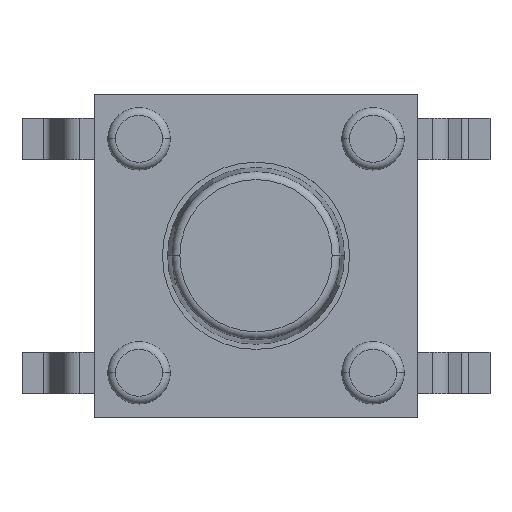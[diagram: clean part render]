
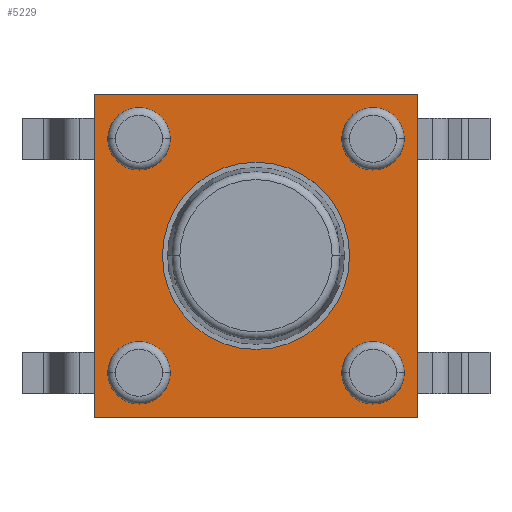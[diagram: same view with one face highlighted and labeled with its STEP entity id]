
A CAD part, top view. The second image highlights one B-rep face of the part: STEP entity #5229.
In plain terms, the highlighted planar face has unit normal (0, 0, 1).
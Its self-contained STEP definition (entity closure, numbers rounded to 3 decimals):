
#131 = ORIENTED_EDGE ( 'NONE', *, *, #7140, .F. ) ;
#281 = VERTEX_POINT ( 'NONE', #9941 ) ;
#340 = ORIENTED_EDGE ( 'NONE', *, *, #12703, .T. ) ;
#547 = DIRECTION ( 'NONE',  ( -1., 0., 0. ) ) ;
#569 = DIRECTION ( 'NONE',  ( -1., 0., 0. ) ) ;
#707 = DIRECTION ( 'NONE',  ( 0., -1., 0. ) ) ;
#943 = CARTESIAN_POINT ( 'NONE',  ( -2.85, -2.25, 3.5 ) ) ;
#976 = EDGE_CURVE ( 'NONE', #4397, #281, #17831, .T. ) ;
#1125 = EDGE_CURVE ( 'NONE', #9814, #4130, #9274, .T. ) ;
#1493 = DIRECTION ( 'NONE',  ( -1., 0., 0. ) ) ;
#1600 = CIRCLE ( 'NONE', #16168, 0.6 ) ;
#1890 = CARTESIAN_POINT ( 'NONE',  ( 2.25, -2.25, 3.5 ) ) ;
#2118 = CIRCLE ( 'NONE', #17637, 0.6 ) ;
#2150 = CARTESIAN_POINT ( 'NONE',  ( 1.65, -2.25, 3.5 ) ) ;
#2440 = ORIENTED_EDGE ( 'NONE', *, *, #17240, .F. ) ;
#2471 = ORIENTED_EDGE ( 'NONE', *, *, #17918, .F. ) ;
#2511 = CARTESIAN_POINT ( 'NONE',  ( -2.85, 2.25, 3.5 ) ) ;
#2898 = FACE_BOUND ( 'NONE', #8862, .T. ) ;
#3158 = CARTESIAN_POINT ( 'NONE',  ( -1.65, -2.25, 3.5 ) ) ;
#3203 = DIRECTION ( 'NONE',  ( 0., 0., -1. ) ) ;
#3864 = ORIENTED_EDGE ( 'NONE', *, *, #17151, .F. ) ;
#3888 = CARTESIAN_POINT ( 'NONE',  ( 1.8, 0., 3.5 ) ) ;
#3899 = DIRECTION ( 'NONE',  ( 1., 0., 0. ) ) ;
#4007 = EDGE_CURVE ( 'NONE', #4352, #17957, #5494, .T. ) ;
#4013 = VERTEX_POINT ( 'NONE', #17835 ) ;
#4130 = VERTEX_POINT ( 'NONE', #5131 ) ;
#4279 = CARTESIAN_POINT ( 'NONE',  ( 2.25, -2.25, 3.5 ) ) ;
#4352 = VERTEX_POINT ( 'NONE', #11338 ) ;
#4397 = VERTEX_POINT ( 'NONE', #2150 ) ;
#4519 = DIRECTION ( 'NONE',  ( -1., 0., 0. ) ) ;
#4724 = CARTESIAN_POINT ( 'NONE',  ( 0., 0., 3.5 ) ) ;
#4756 = VERTEX_POINT ( 'NONE', #10497 ) ;
#5131 = CARTESIAN_POINT ( 'NONE',  ( 3.1, 3.1, 3.5 ) ) ;
#5229 = ADVANCED_FACE ( 'NONE', ( #7711, #6027, #2898, #7514, #7403, #9314 ), #18576, .F. ) ;
#5290 = DIRECTION ( 'NONE',  ( 1., 0., 0. ) ) ;
#5321 = DIRECTION ( 'NONE',  ( -1., 0., 0. ) ) ;
#5494 = CIRCLE ( 'NONE', #17419, 0.6 ) ;
#5536 = EDGE_CURVE ( 'NONE', #4013, #11051, #14921, .T. ) ;
#5687 = VERTEX_POINT ( 'NONE', #943 ) ;
#6027 = FACE_BOUND ( 'NONE', #10423, .T. ) ;
#6551 = ORIENTED_EDGE ( 'NONE', *, *, #15644, .T. ) ;
#6701 = DIRECTION ( 'NONE',  ( 1., 0., 0. ) ) ;
#6714 = DIRECTION ( 'NONE',  ( -1., 0., 0. ) ) ;
#7067 = EDGE_LOOP ( 'NONE', ( #9773, #2471 ) ) ;
#7140 = EDGE_CURVE ( 'NONE', #17957, #4352, #1600, .T. ) ;
#7169 = DIRECTION ( 'NONE',  ( -1., 0., 0. ) ) ;
#7230 = ORIENTED_EDGE ( 'NONE', *, *, #5536, .F. ) ;
#7403 = FACE_BOUND ( 'NONE', #7067, .T. ) ;
#7442 = CIRCLE ( 'NONE', #17867, 1.8 ) ;
#7482 = ORIENTED_EDGE ( 'NONE', *, *, #18766, .F. ) ;
#7514 = FACE_BOUND ( 'NONE', #16719, .T. ) ;
#7660 = AXIS2_PLACEMENT_3D ( 'NONE', #19273, #17856, #569 ) ;
#7711 = FACE_BOUND ( 'NONE', #13432, .T. ) ;
#7817 = CARTESIAN_POINT ( 'NONE',  ( -3.1, 3.1, 3.5 ) ) ;
#8044 = LINE ( 'NONE', #17680, #12323 ) ;
#8084 = CARTESIAN_POINT ( 'NONE',  ( 2.85, 2.25, 3.5 ) ) ;
#8252 = ORIENTED_EDGE ( 'NONE', *, *, #976, .F. ) ;
#8329 = AXIS2_PLACEMENT_3D ( 'NONE', #8661, #19440, #7169 ) ;
#8393 = DIRECTION ( 'NONE',  ( 0., 0., 1. ) ) ;
#8661 = CARTESIAN_POINT ( 'NONE',  ( -2.25, -2.25, 3.5 ) ) ;
#8757 = AXIS2_PLACEMENT_3D ( 'NONE', #10713, #8793, #1493 ) ;
#8793 = DIRECTION ( 'NONE',  ( 0., 0., 1. ) ) ;
#8862 = EDGE_LOOP ( 'NONE', ( #13343, #131 ) ) ;
#9274 = LINE ( 'NONE', #13961, #20107 ) ;
#9314 = FACE_OUTER_BOUND ( 'NONE', #20076, .T. ) ;
#9368 = DIRECTION ( 'NONE',  ( 0., 1., 0. ) ) ;
#9610 = CARTESIAN_POINT ( 'NONE',  ( 3.1, -3.1, 3.5 ) ) ;
#9773 = ORIENTED_EDGE ( 'NONE', *, *, #10707, .F. ) ;
#9787 = CARTESIAN_POINT ( 'NONE',  ( 0., 0., 3.5 ) ) ;
#9814 = VERTEX_POINT ( 'NONE', #9610 ) ;
#9819 = EDGE_CURVE ( 'NONE', #19582, #9814, #14993, .T. ) ;
#9890 = DIRECTION ( 'NONE',  ( 0., 0., 1. ) ) ;
#9941 = CARTESIAN_POINT ( 'NONE',  ( 2.85, -2.25, 3.5 ) ) ;
#10099 = ORIENTED_EDGE ( 'NONE', *, *, #14282, .F. ) ;
#10423 = EDGE_LOOP ( 'NONE', ( #10099, #2440 ) ) ;
#10497 = CARTESIAN_POINT ( 'NONE',  ( -1.8, 0., 3.5 ) ) ;
#10707 = EDGE_CURVE ( 'NONE', #15351, #4756, #7442, .T. ) ;
#10713 = CARTESIAN_POINT ( 'NONE',  ( -2.25, 2.25, 3.5 ) ) ;
#10828 = DIRECTION ( 'NONE',  ( -1., 0., 0. ) ) ;
#11051 = VERTEX_POINT ( 'NONE', #2511 ) ;
#11338 = CARTESIAN_POINT ( 'NONE',  ( 1.65, 2.25, 3.5 ) ) ;
#11390 = DIRECTION ( 'NONE',  ( -1., 0., 0. ) ) ;
#11394 = LINE ( 'NONE', #19542, #15420 ) ;
#11932 = CARTESIAN_POINT ( 'NONE',  ( -3.1, -3.1, 3.5 ) ) ;
#12092 = VERTEX_POINT ( 'NONE', #7817 ) ;
#12323 = VECTOR ( 'NONE', #707, 1000. ) ;
#12363 = VECTOR ( 'NONE', #3899, 1000. ) ;
#12469 = AXIS2_PLACEMENT_3D ( 'NONE', #17401, #19140, #5290 ) ;
#12703 = EDGE_CURVE ( 'NONE', #12092, #19582, #8044, .T. ) ;
#13343 = ORIENTED_EDGE ( 'NONE', *, *, #4007, .F. ) ;
#13432 = EDGE_LOOP ( 'NONE', ( #8252, #3864 ) ) ;
#13523 = CARTESIAN_POINT ( 'NONE',  ( 2.25, 2.25, 3.5 ) ) ;
#13961 = CARTESIAN_POINT ( 'NONE',  ( 3.1, -3.1, 3.5 ) ) ;
#14064 = ORIENTED_EDGE ( 'NONE', *, *, #9819, .T. ) ;
#14282 = EDGE_CURVE ( 'NONE', #5687, #15682, #2118, .T. ) ;
#14692 = CARTESIAN_POINT ( 'NONE',  ( -2.25, -2.25, 3.5 ) ) ;
#14921 = CIRCLE ( 'NONE', #8757, 0.6 ) ;
#14993 = LINE ( 'NONE', #17735, #12363 ) ;
#15231 = AXIS2_PLACEMENT_3D ( 'NONE', #4279, #16482, #6714 ) ;
#15351 = VERTEX_POINT ( 'NONE', #3888 ) ;
#15420 = VECTOR ( 'NONE', #17816, 1000. ) ;
#15508 = DIRECTION ( 'NONE',  ( 0., 0., 1. ) ) ;
#15644 = EDGE_CURVE ( 'NONE', #4130, #12092, #11394, .T. ) ;
#15682 = VERTEX_POINT ( 'NONE', #3158 ) ;
#16168 = AXIS2_PLACEMENT_3D ( 'NONE', #18367, #15508, #4519 ) ;
#16482 = DIRECTION ( 'NONE',  ( 0., 0., 1. ) ) ;
#16719 = EDGE_LOOP ( 'NONE', ( #7482, #7230 ) ) ;
#17151 = EDGE_CURVE ( 'NONE', #281, #4397, #18068, .T. ) ;
#17240 = EDGE_CURVE ( 'NONE', #15682, #5687, #19696, .T. ) ;
#17316 = DIRECTION ( 'NONE',  ( 0., 0., 1. ) ) ;
#17401 = CARTESIAN_POINT ( 'NONE',  ( 0., 0., 3.5 ) ) ;
#17406 = AXIS2_PLACEMENT_3D ( 'NONE', #1890, #17501, #11390 ) ;
#17419 = AXIS2_PLACEMENT_3D ( 'NONE', #13523, #9890, #547 ) ;
#17501 = DIRECTION ( 'NONE',  ( 0., 0., 1. ) ) ;
#17567 = AXIS2_PLACEMENT_3D ( 'NONE', #4724, #3203, #10828 ) ;
#17637 = AXIS2_PLACEMENT_3D ( 'NONE', #14692, #8393, #5321 ) ;
#17665 = CIRCLE ( 'NONE', #12469, 1.8 ) ;
#17680 = CARTESIAN_POINT ( 'NONE',  ( -3.1, -3.1, 3.5 ) ) ;
#17707 = CIRCLE ( 'NONE', #7660, 0.6 ) ;
#17735 = CARTESIAN_POINT ( 'NONE',  ( -3.1, -3.1, 3.5 ) ) ;
#17816 = DIRECTION ( 'NONE',  ( -1., 0., 0. ) ) ;
#17831 = CIRCLE ( 'NONE', #15231, 0.6 ) ;
#17835 = CARTESIAN_POINT ( 'NONE',  ( -1.65, 2.25, 3.5 ) ) ;
#17856 = DIRECTION ( 'NONE',  ( 0., 0., 1. ) ) ;
#17867 = AXIS2_PLACEMENT_3D ( 'NONE', #9787, #17316, #6701 ) ;
#17918 = EDGE_CURVE ( 'NONE', #4756, #15351, #17665, .T. ) ;
#17957 = VERTEX_POINT ( 'NONE', #8084 ) ;
#18068 = CIRCLE ( 'NONE', #17406, 0.6 ) ;
#18367 = CARTESIAN_POINT ( 'NONE',  ( 2.25, 2.25, 3.5 ) ) ;
#18576 = PLANE ( 'NONE',  #17567 ) ;
#18766 = EDGE_CURVE ( 'NONE', #11051, #4013, #17707, .T. ) ;
#19140 = DIRECTION ( 'NONE',  ( 0., 0., 1. ) ) ;
#19273 = CARTESIAN_POINT ( 'NONE',  ( -2.25, 2.25, 3.5 ) ) ;
#19372 = ORIENTED_EDGE ( 'NONE', *, *, #1125, .T. ) ;
#19440 = DIRECTION ( 'NONE',  ( 0., 0., 1. ) ) ;
#19542 = CARTESIAN_POINT ( 'NONE',  ( -3.1, 3.1, 3.5 ) ) ;
#19582 = VERTEX_POINT ( 'NONE', #11932 ) ;
#19696 = CIRCLE ( 'NONE', #8329, 0.6 ) ;
#20076 = EDGE_LOOP ( 'NONE', ( #19372, #6551, #340, #14064 ) ) ;
#20107 = VECTOR ( 'NONE', #9368, 1000. ) ;
